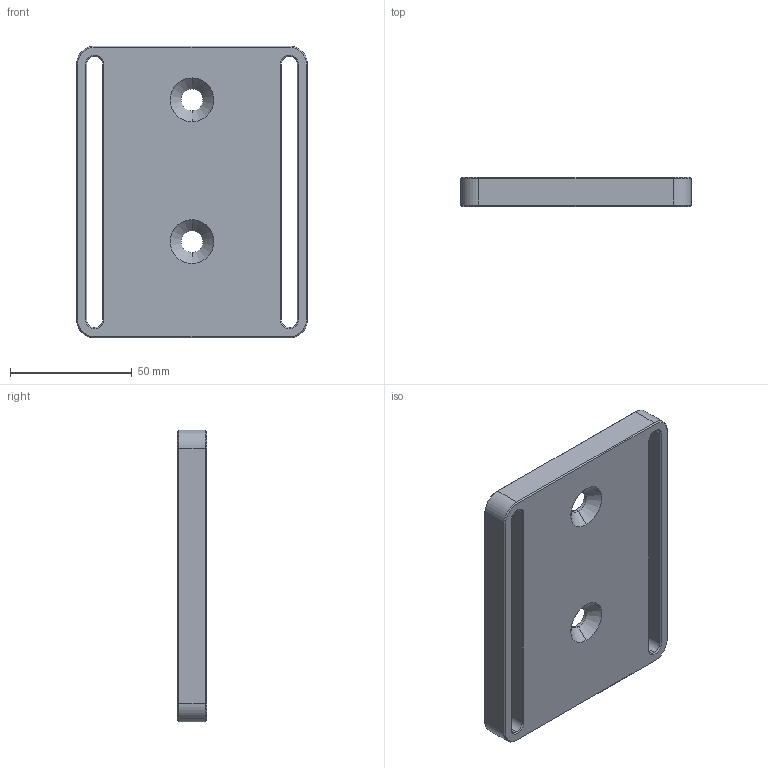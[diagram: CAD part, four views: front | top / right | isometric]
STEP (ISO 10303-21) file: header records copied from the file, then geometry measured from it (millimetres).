
FILE_DESCRIPTION (( 'STEP AP214' ), '1' );
FILE_NAME ('ST8ERBOI-MCH-P-0007A Piston Mounting Plate, 5-1 900ml.STEP', '2025-05-16T00:08:14', ( '' ), ( '' ), 'SwSTEP 2.0', 'SolidWorks 2024', '' );
FILE_SCHEMA (( 'AUTOMOTIVE_DESIGN' ));
Length unit declared in the file: millimetre
Products named in the file (1): ST8ERBOI-MCH-P-0007A Piston Mounting Plate, 5-1 900ml
Bounding box: 95 x 12 x 120 mm (x, y, z)
Volume: 92541.9 mm3; surface area: 31478.5 mm2
Topology: 1 solids, 1 shells, 78 faces, 176 edges, 102 vertices
Faces by surface type: cone 32, plane 28, cylinder 18
Entity records: 2181 total; most frequent: DIRECTION 404, CARTESIAN_POINT 357, ORIENTED_EDGE 352, EDGE_CURVE 176, AXIS2_PLACEMENT_3D 149, LINE 106, VECTOR 106, VERTEX_POINT 102
